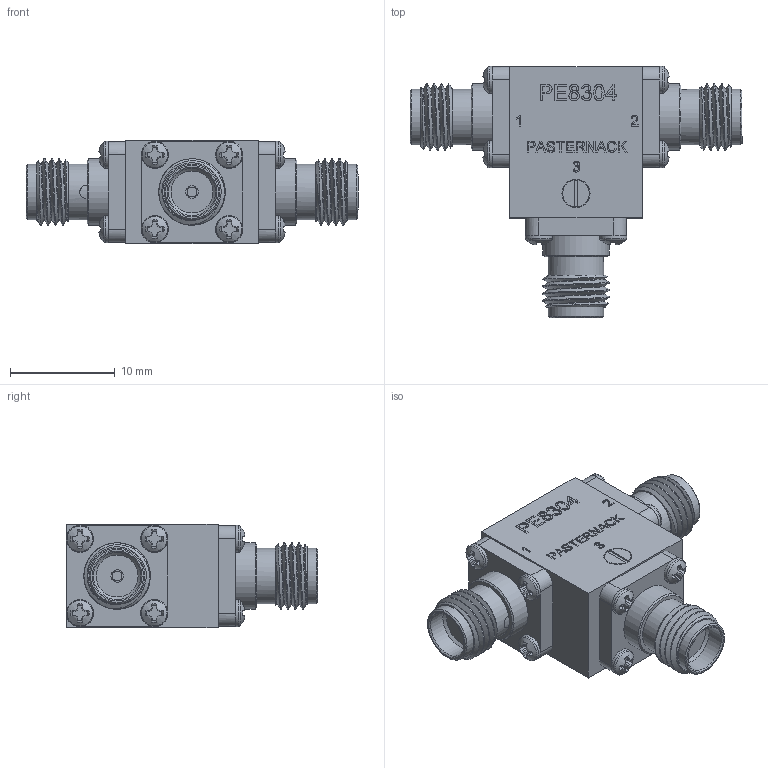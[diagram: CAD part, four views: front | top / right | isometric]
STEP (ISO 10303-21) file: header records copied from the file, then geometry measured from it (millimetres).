
FILE_DESCRIPTION (( 'STEP AP203' ), '1' );
FILE_NAME ('PE8404_3D.step', '2020-09-09T16:06:42', ( '' ), ( '' ), 'SwSTEP 2.0', 'SolidWorks 2018', '' );
FILE_SCHEMA (( 'CONFIG_CONTROL_DESIGN' ));
Length unit declared in the file: inch
Products named in the file (1): PE8404_3D
Bounding box: 31.75 x 24.03 x 9.91 mm (x, y, z)
Volume: 2771.3 mm3; surface area: 2113.3 mm2
Topology: 1 solids, 16 shells, 747 faces, 1905 edges, 1259 vertices
Faces by surface type: plane 463, bspline 144, cylinder 72, cone 68
Full cylindrical faces by diameter (mm): 0.914 x6, 1.092 x12, 1.168 x3, 1.191 x2, 1.524 x2, 2.54 x1, 2.591 x12, 2.692 x1, 4.521 x3, 5.08 x3, 5.334 x6, 6.35 x3
Entity records: 31821 total; most frequent: CARTESIAN_POINT 15715, ORIENTED_EDGE 3572, DIRECTION 2613, EDGE_CURVE 1786, VERTEX_POINT 1220, LINE 937, VECTOR 937, EDGE_LOOP 896
